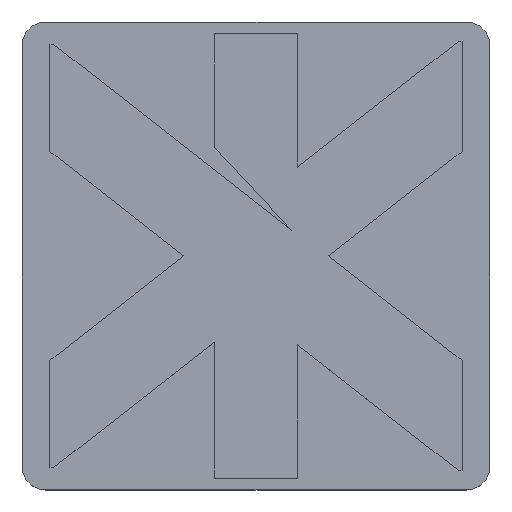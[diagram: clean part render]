
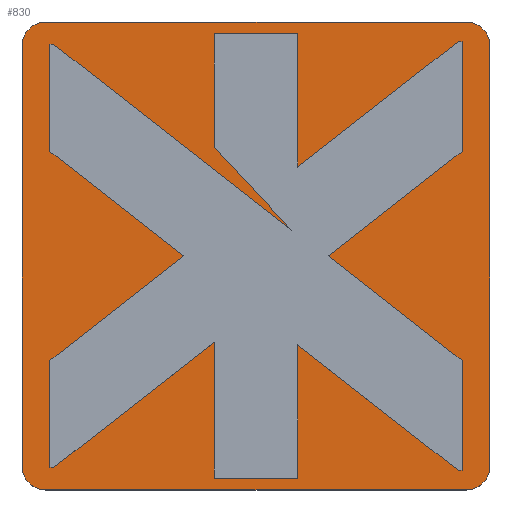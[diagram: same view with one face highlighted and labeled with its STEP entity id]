
A CAD part, top view. The second image highlights one B-rep face of the part: STEP entity #830.
In plain terms, the highlighted planar face has unit normal (0, 0, 1).
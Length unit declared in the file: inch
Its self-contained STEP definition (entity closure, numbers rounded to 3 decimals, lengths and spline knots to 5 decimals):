
#29=CIRCLE('',#901,0.06);
#30=CIRCLE('',#902,0.06);
#31=CIRCLE('',#903,0.06);
#32=CIRCLE('',#904,0.06);
#82=FACE_OUTER_BOUND('',#129,.T.);
#129=EDGE_LOOP('',(#674,#675,#676,#677,#678,#679,#680,#681));
#224=LINE('',#1329,#317);
#225=LINE('',#1333,#318);
#226=LINE('',#1337,#319);
#227=LINE('',#1340,#320);
#317=VECTOR('',#1071,0.3937);
#318=VECTOR('',#1074,0.3937);
#319=VECTOR('',#1077,0.3937);
#320=VECTOR('',#1080,0.3937);
#387=VERTEX_POINT('',#1325);
#388=VERTEX_POINT('',#1326);
#389=VERTEX_POINT('',#1328);
#390=VERTEX_POINT('',#1330);
#391=VERTEX_POINT('',#1332);
#392=VERTEX_POINT('',#1334);
#393=VERTEX_POINT('',#1336);
#394=VERTEX_POINT('',#1338);
#488=EDGE_CURVE('',#387,#388,#29,.T.);
#489=EDGE_CURVE('',#387,#389,#224,.T.);
#490=EDGE_CURVE('',#390,#389,#30,.T.);
#491=EDGE_CURVE('',#390,#391,#225,.T.);
#492=EDGE_CURVE('',#392,#391,#31,.T.);
#493=EDGE_CURVE('',#392,#393,#226,.T.);
#494=EDGE_CURVE('',#394,#393,#32,.T.);
#495=EDGE_CURVE('',#394,#388,#227,.T.);
#674=ORIENTED_EDGE('',*,*,#488,.F.);
#675=ORIENTED_EDGE('',*,*,#489,.T.);
#676=ORIENTED_EDGE('',*,*,#490,.F.);
#677=ORIENTED_EDGE('',*,*,#491,.T.);
#678=ORIENTED_EDGE('',*,*,#492,.F.);
#679=ORIENTED_EDGE('',*,*,#493,.T.);
#680=ORIENTED_EDGE('',*,*,#494,.F.);
#681=ORIENTED_EDGE('',*,*,#495,.T.);
#795=PLANE('',#900);
#830=ADVANCED_FACE('',(#82),#795,.F.);
#900=AXIS2_PLACEMENT_3D('',#1324,#1067,#1068);
#901=AXIS2_PLACEMENT_3D('',#1327,#1069,#1070);
#902=AXIS2_PLACEMENT_3D('',#1331,#1072,#1073);
#903=AXIS2_PLACEMENT_3D('',#1335,#1075,#1076);
#904=AXIS2_PLACEMENT_3D('',#1339,#1078,#1079);
#1067=DIRECTION('center_axis',(0.,0.,-1.));
#1068=DIRECTION('ref_axis',(-1.,0.,0.));
#1069=DIRECTION('center_axis',(0.,0.,-1.));
#1070=DIRECTION('ref_axis',(-0.707,-0.707,0.));
#1071=DIRECTION('',(1.,0.,0.));
#1072=DIRECTION('center_axis',(0.,0.,-1.));
#1073=DIRECTION('ref_axis',(0.707,-0.707,0.));
#1074=DIRECTION('',(0.,1.,0.));
#1075=DIRECTION('center_axis',(0.,0.,-1.));
#1076=DIRECTION('ref_axis',(0.707,0.707,0.));
#1077=DIRECTION('',(-1.,0.,0.));
#1078=DIRECTION('center_axis',(0.,0.,-1.));
#1079=DIRECTION('ref_axis',(-0.707,0.707,0.));
#1080=DIRECTION('',(0.,-1.,0.));
#1324=CARTESIAN_POINT('Origin',(0.,0.,0.06));
#1325=CARTESIAN_POINT('',(-0.53055,-0.59055,0.06));
#1326=CARTESIAN_POINT('',(-0.59055,-0.53055,0.06));
#1327=CARTESIAN_POINT('Origin',(-0.53055,-0.53055,0.06));
#1328=CARTESIAN_POINT('',(0.53055,-0.59055,0.06));
#1329=CARTESIAN_POINT('',(-0.59055,-0.59055,0.06));
#1330=CARTESIAN_POINT('',(0.59055,-0.53055,0.06));
#1331=CARTESIAN_POINT('Origin',(0.53055,-0.53055,0.06));
#1332=CARTESIAN_POINT('',(0.59055,0.53055,0.06));
#1333=CARTESIAN_POINT('',(0.59055,-0.59055,0.06));
#1334=CARTESIAN_POINT('',(0.53055,0.59055,0.06));
#1335=CARTESIAN_POINT('Origin',(0.53055,0.53055,0.06));
#1336=CARTESIAN_POINT('',(-0.53055,0.59055,0.06));
#1337=CARTESIAN_POINT('',(0.59055,0.59055,0.06));
#1338=CARTESIAN_POINT('',(-0.59055,0.53055,0.06));
#1339=CARTESIAN_POINT('Origin',(-0.53055,0.53055,0.06));
#1340=CARTESIAN_POINT('',(-0.59055,0.59055,0.06));
